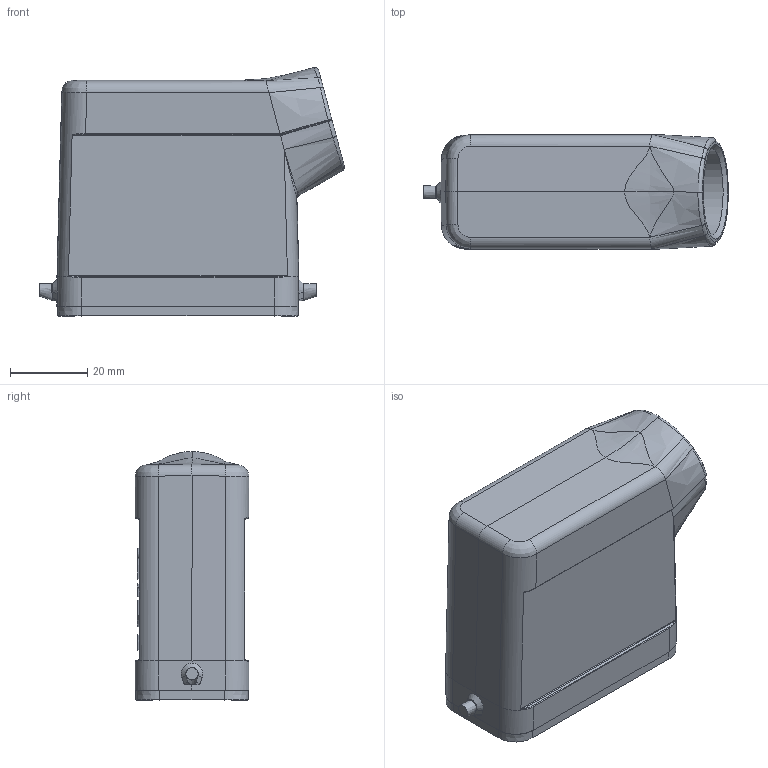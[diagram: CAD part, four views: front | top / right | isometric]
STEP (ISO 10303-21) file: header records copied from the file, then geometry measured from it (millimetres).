
FILE_DESCRIPTION(/* description */ (''),/* implementation_level */ '2;1');
FILE_NAME(/* name */ '100766949ugm000_a.stp',/* time_stamp */ '2018-08-09T16:52:12+02:00',/* author */ (''),/* organization */ (''),/* preprocessor_version */ 'ST-DEVELOPER v16.7',/* originating_system */ 'SIEMENS PLM Software NX 12.0',/* authorisation */ '');
FILE_SCHEMA (('AUTOMOTIVE_DESIGN { 1 0 10303 214 3 1 1 1 }'));
Length unit declared in the file: millimetre
Products named in the file (1): 100766949ugm000_a
Bounding box: 78.98 x 29.5 x 64.5 mm (x, y, z)
Volume: 34015.8 mm3; surface area: 25806.9 mm2
Topology: 1 solids, 1 shells, 426 faces, 1124 edges, 724 vertices
Faces by surface type: plane 194, bspline 126, cylinder 73, cone 29, torus 4
Full cylindrical faces by diameter (mm): 3 x4, 18.5 x1, 22.5 x1
Entity records: 18751 total; most frequent: CARTESIAN_POINT 8352, ORIENTED_EDGE 2102, DIRECTION 1617, EDGE_CURVE 1051, VERTEX_POINT 667, AXIS2_PLACEMENT_3D 552, LINE 513, VECTOR 513
